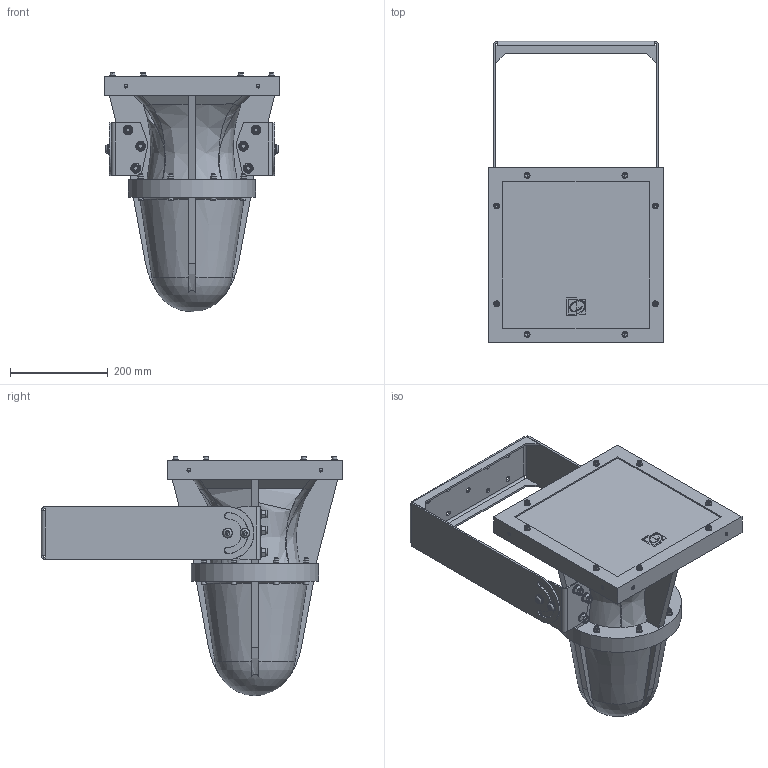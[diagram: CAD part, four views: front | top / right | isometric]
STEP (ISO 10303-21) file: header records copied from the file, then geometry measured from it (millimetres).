
FILE_DESCRIPTION(/* description */ (''),/* implementation_level */ '2;1');
FILE_NAME(/* name */ 'AUDAC-HS208.stp',/* time_stamp */ '2021-04-12T09:32:38+02:00',/* author */ ('kamiel'),/* organization */ (''),/* preprocessor_version */ 'ST-DEVELOPER v18.1',/* originating_system */ 'Autodesk Inventor 2021',/* authorisation */ '');
FILE_SCHEMA (('AUTOMOTIVE_DESIGN { 1 0 10303 214 3 1 1 }'));
Length unit declared in the file: millimetre
Products named in the file (1): AUDAC-HS208
Bounding box: 359 x 616.5 x 489.6 mm (x, y, z)
Volume: 17779214.5 mm3; surface area: 1119892.6 mm2
Topology: 1 solids, 27 shells, 1138 faces, 2867 edges, 1853 vertices
Faces by surface type: plane 670, cylinder 262, cone 126, torus 52, bspline 27, sphere 1
Full cylindrical faces by diameter (mm): 6 x32, 6.6 x16, 8 x8, 8.88 x16, 10 x30, 11 x27, 12 x24, 14.63 x10, 17.5 x10, 20 x20, 260 x1
Entity records: 37393 total; most frequent: CARTESIAN_POINT 10100, ORIENTED_EDGE 5652, DIRECTION 5388, EDGE_CURVE 2826, AXIS2_PLACEMENT_3D 2102, VERTEX_POINT 1853, EDGE_LOOP 1367, LINE 1184
